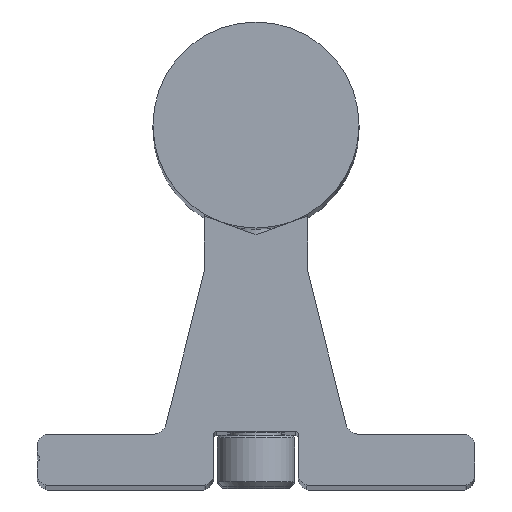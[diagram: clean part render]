
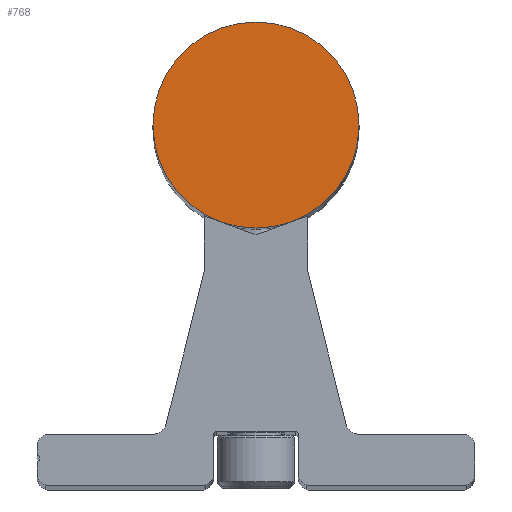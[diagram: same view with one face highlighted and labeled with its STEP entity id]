
A CAD part, top view. The second image highlights one B-rep face of the part: STEP entity #768.
In plain terms, the highlighted planar face has unit normal (0, 0, 1).
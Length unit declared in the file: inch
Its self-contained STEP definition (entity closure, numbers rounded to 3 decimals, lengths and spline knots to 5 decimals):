
#179 = CARTESIAN_POINT ( 'NONE',  ( 0., 1.75, 0. ) ) ;
#253 = PLANE ( 'NONE',  #409 ) ;
#409 = AXIS2_PLACEMENT_3D ( 'NONE', #600, #547, #1749 ) ;
#479 = CIRCLE ( 'NONE', #651, 0.5 ) ;
#547 = DIRECTION ( 'NONE',  ( 0., 0., 1. ) ) ;
#600 = CARTESIAN_POINT ( 'NONE',  ( 0., 1.75, 0. ) ) ;
#651 = AXIS2_PLACEMENT_3D ( 'NONE', #2508, #1619, #2794 ) ;
#677 = EDGE_CURVE ( 'NONE', #3129, #3448, #479, .T. ) ;
#756 = CARTESIAN_POINT ( 'NONE',  ( -0.5, 1.75, 0. ) ) ;
#768 = ADVANCED_FACE ( 'NONE', ( #2649 ), #253, .T. ) ;
#895 = AXIS2_PLACEMENT_3D ( 'NONE', #179, #1056, #3179 ) ;
#1056 = DIRECTION ( 'NONE',  ( 0., 0., 1. ) ) ;
#1196 = CIRCLE ( 'NONE', #895, 0.5 ) ;
#1277 = EDGE_CURVE ( 'NONE', #3448, #3129, #1196, .T. ) ;
#1619 = DIRECTION ( 'NONE',  ( 0., 0., 1. ) ) ;
#1749 = DIRECTION ( 'NONE',  ( 1., 0., 0. ) ) ;
#2078 = ORIENTED_EDGE ( 'NONE', *, *, #677, .T. ) ;
#2508 = CARTESIAN_POINT ( 'NONE',  ( 0., 1.75, 0. ) ) ;
#2649 = FACE_OUTER_BOUND ( 'NONE', #3052, .T. ) ;
#2794 = DIRECTION ( 'NONE',  ( 1., 0., 0. ) ) ;
#3052 = EDGE_LOOP ( 'NONE', ( #2078, #3233 ) ) ;
#3129 = VERTEX_POINT ( 'NONE', #3516 ) ;
#3179 = DIRECTION ( 'NONE',  ( 1., 0., 0. ) ) ;
#3233 = ORIENTED_EDGE ( 'NONE', *, *, #1277, .T. ) ;
#3448 = VERTEX_POINT ( 'NONE', #756 ) ;
#3516 = CARTESIAN_POINT ( 'NONE',  ( 0.5, 1.75, 0. ) ) ;
